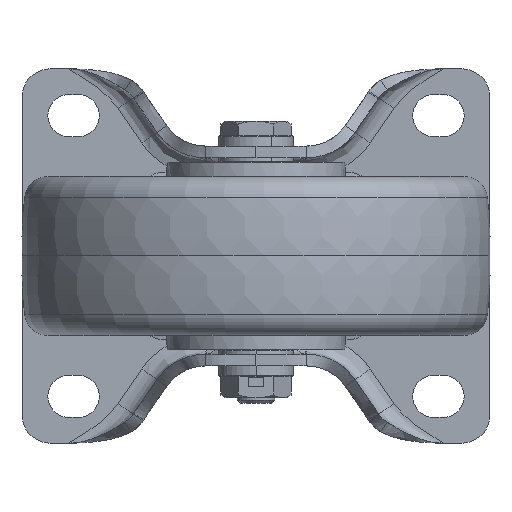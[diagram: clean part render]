
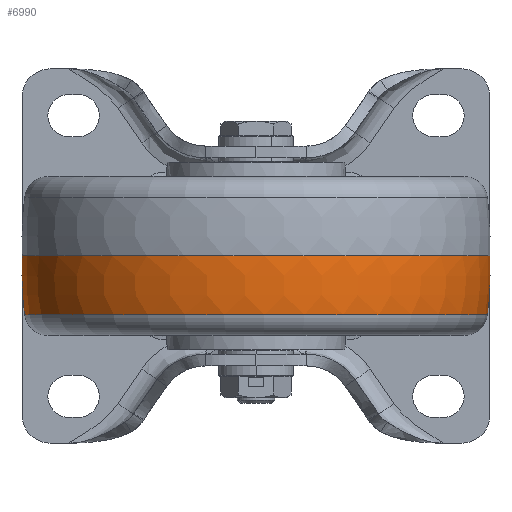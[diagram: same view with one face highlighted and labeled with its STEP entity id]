
A CAD part, front view. The second image highlights one B-rep face of the part: STEP entity #6990.
In plain terms, the highlighted toroidal (fillet/blend) face has major radius 29.939 mm and minor radius 80 mm.
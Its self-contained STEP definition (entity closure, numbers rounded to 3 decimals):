
#1939 = FACE_OUTER_BOUND ( 'NONE', #18720, .T. ) ;
#2141 = DIRECTION ( 'NONE',  ( 0.037, -0.999, 0. ) ) ;
#2200 = EDGE_CURVE ( 'NONE', #30929, #6389, #21314, .T. ) ;
#2840 = EDGE_CURVE ( 'NONE', #29612, #6389, #29500, .T. ) ;
#3108 = CARTESIAN_POINT ( 'NONE',  ( -49.967, -76.828, 0. ) ) ;
#4223 = AXIS2_PLACEMENT_3D ( 'NONE', #9506, #22239, #7281 ) ;
#4518 = CARTESIAN_POINT ( 'NONE',  ( -29.919, -76.095, -3.113 ) ) ;
#5230 = DIRECTION ( 'NONE',  ( -0.037, 0.999, 0. ) ) ;
#6389 = VERTEX_POINT ( 'NONE', #20852 ) ;
#6990 = ADVANCED_FACE ( 'NONE', ( #1939 ), #14343, .T. ) ;
#7281 = DIRECTION ( 'NONE',  ( 0.999, 0.037, 0. ) ) ;
#9506 = CARTESIAN_POINT ( 'NONE',  ( 0., -75., -3.113 ) ) ;
#11414 = CARTESIAN_POINT ( 'NONE',  ( -49.467, -76.81, -12.567 ) ) ;
#11804 = DIRECTION ( 'NONE',  ( 0.999, 0.037, 0. ) ) ;
#12321 = CARTESIAN_POINT ( 'NONE',  ( 0., -75., 0. ) ) ;
#14343 = TOROIDAL_SURFACE ( 'NONE', #4223, -29.939, 80. ) ;
#14376 = ORIENTED_EDGE ( 'NONE', *, *, #26029, .F. ) ;
#15248 = DIRECTION ( 'NONE',  ( -0.999, -0.037, 0. ) ) ;
#16882 = DIRECTION ( 'NONE',  ( 0., 0., 1. ) ) ;
#18720 = EDGE_LOOP ( 'NONE', ( #14376, #20129, #21101, #25848 ) ) ;
#20129 = ORIENTED_EDGE ( 'NONE', *, *, #27199, .T. ) ;
#20697 = CARTESIAN_POINT ( 'NONE',  ( 29.919, -73.905, -3.113 ) ) ;
#20852 = CARTESIAN_POINT ( 'NONE',  ( 49.967, -73.172, 0. ) ) ;
#21101 = ORIENTED_EDGE ( 'NONE', *, *, #2200, .T. ) ;
#21314 = CIRCLE ( 'NONE', #23355, 80. ) ;
#22239 = DIRECTION ( 'NONE',  ( 0., 0., 1. ) ) ;
#22320 = DIRECTION ( 'NONE',  ( 0.999, 0.037, 0. ) ) ;
#23355 = AXIS2_PLACEMENT_3D ( 'NONE', #4518, #2141, #11804 ) ;
#24360 = CIRCLE ( 'NONE', #28908, 80. ) ;
#24424 = AXIS2_PLACEMENT_3D ( 'NONE', #12321, #29621, #22320 ) ;
#25273 = VERTEX_POINT ( 'NONE', #11414 ) ;
#25848 = ORIENTED_EDGE ( 'NONE', *, *, #2840, .F. ) ;
#26029 = EDGE_CURVE ( 'NONE', #25273, #29612, #24360, .T. ) ;
#27199 = EDGE_CURVE ( 'NONE', #25273, #30929, #30024, .T. ) ;
#28904 = CARTESIAN_POINT ( 'NONE',  ( 0., -75., -12.567 ) ) ;
#28908 = AXIS2_PLACEMENT_3D ( 'NONE', #20697, #5230, #15248 ) ;
#29484 = CARTESIAN_POINT ( 'NONE',  ( 49.467, -73.19, -12.567 ) ) ;
#29500 = CIRCLE ( 'NONE', #24424, 50. ) ;
#29612 = VERTEX_POINT ( 'NONE', #3108 ) ;
#29621 = DIRECTION ( 'NONE',  ( 0., 0., 1. ) ) ;
#30024 = CIRCLE ( 'NONE', #30484, 49.5 ) ;
#30484 = AXIS2_PLACEMENT_3D ( 'NONE', #28904, #16882, #31089 ) ;
#30929 = VERTEX_POINT ( 'NONE', #29484 ) ;
#31089 = DIRECTION ( 'NONE',  ( 0.999, 0.037, 0. ) ) ;
